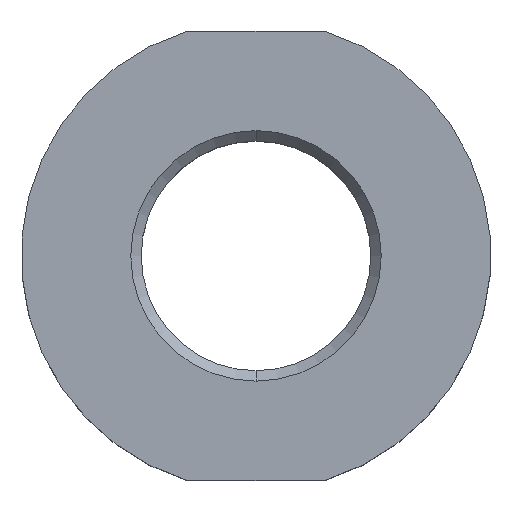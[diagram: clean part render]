
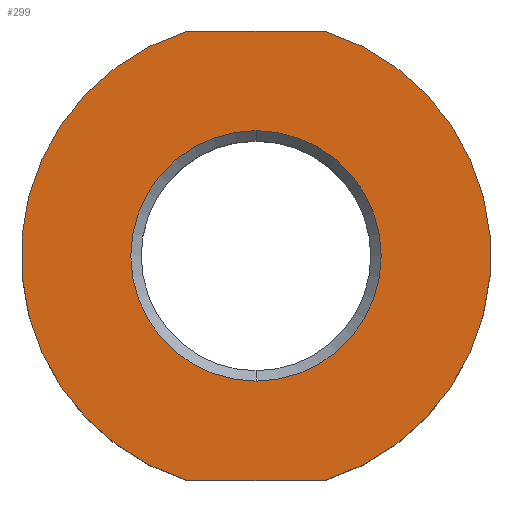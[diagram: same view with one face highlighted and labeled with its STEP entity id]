
A CAD part, top view. The second image highlights one B-rep face of the part: STEP entity #299.
In plain terms, the highlighted planar face has unit normal (0, 0, 1).
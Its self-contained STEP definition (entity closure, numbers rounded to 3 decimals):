
#9 = EDGE_CURVE ( 'NONE', #521, #133, #572, .T. ) ;
#21 = EDGE_CURVE ( 'NONE', #598, #320, #328, .T. ) ;
#28 = DIRECTION ( 'NONE',  ( 0., -1., 0. ) ) ;
#82 = DIRECTION ( 'NONE',  ( 1., 0., 0. ) ) ;
#87 = DIRECTION ( 'NONE',  ( 0., 1., 0. ) ) ;
#107 = ORIENTED_EDGE ( 'NONE', *, *, #515, .F. ) ;
#123 = FACE_BOUND ( 'NONE', #457, .T. ) ;
#133 = VERTEX_POINT ( 'NONE', #378 ) ;
#139 = VECTOR ( 'NONE', #82, 1000. ) ;
#160 = DIRECTION ( 'NONE',  ( 0., 0., -1. ) ) ;
#165 = VERTEX_POINT ( 'NONE', #748 ) ;
#218 = DIRECTION ( 'NONE',  ( 0., 1., 0. ) ) ;
#228 = CARTESIAN_POINT ( 'NONE',  ( 0., 0., 0. ) ) ;
#242 = EDGE_CURVE ( 'NONE', #165, #816, #684, .T. ) ;
#247 = CIRCLE ( 'NONE', #714, 12. ) ;
#253 = CIRCLE ( 'NONE', #690, 22.5 ) ;
#279 = AXIS2_PLACEMENT_3D ( 'NONE', #670, #367, #797 ) ;
#299 = ADVANCED_FACE ( 'NONE', ( #123, #496 ), #583, .T. ) ;
#307 = ORIENTED_EDGE ( 'NONE', *, *, #242, .F. ) ;
#308 = ORIENTED_EDGE ( 'NONE', *, *, #9, .T. ) ;
#319 = VECTOR ( 'NONE', #354, 1000. ) ;
#320 = VERTEX_POINT ( 'NONE', #775 ) ;
#328 = LINE ( 'NONE', #361, #319 ) ;
#352 = EDGE_CURVE ( 'NONE', #816, #320, #253, .T. ) ;
#354 = DIRECTION ( 'NONE',  ( 1., 0., 0. ) ) ;
#361 = CARTESIAN_POINT ( 'NONE',  ( -22.5, -21.5, 0. ) ) ;
#367 = DIRECTION ( 'NONE',  ( 0., 0., -1. ) ) ;
#378 = CARTESIAN_POINT ( 'NONE',  ( 0., 12., 0. ) ) ;
#386 = ORIENTED_EDGE ( 'NONE', *, *, #21, .T. ) ;
#403 = DIRECTION ( 'NONE',  ( 0., 0., 1. ) ) ;
#406 = CARTESIAN_POINT ( 'NONE',  ( -6.633, -21.5, 0. ) ) ;
#457 = EDGE_LOOP ( 'NONE', ( #308, #596 ) ) ;
#462 = EDGE_CURVE ( 'NONE', #133, #521, #247, .T. ) ;
#484 = AXIS2_PLACEMENT_3D ( 'NONE', #779, #403, #28 ) ;
#487 = ORIENTED_EDGE ( 'NONE', *, *, #352, .F. ) ;
#496 = FACE_OUTER_BOUND ( 'NONE', #497, .T. ) ;
#497 = EDGE_LOOP ( 'NONE', ( #386, #487, #307, #107 ) ) ;
#515 = EDGE_CURVE ( 'NONE', #598, #165, #740, .T. ) ;
#521 = VERTEX_POINT ( 'NONE', #525 ) ;
#525 = CARTESIAN_POINT ( 'NONE',  ( 0., -12., 0. ) ) ;
#527 = CARTESIAN_POINT ( 'NONE',  ( 0., 0., 0. ) ) ;
#530 = DIRECTION ( 'NONE',  ( 0., 0., -1. ) ) ;
#572 = CIRCLE ( 'NONE', #279, 12. ) ;
#581 = CARTESIAN_POINT ( 'NONE',  ( 0., 0., 0. ) ) ;
#583 = PLANE ( 'NONE',  #484 ) ;
#596 = ORIENTED_EDGE ( 'NONE', *, *, #462, .T. ) ;
#597 = DIRECTION ( 'NONE',  ( 0., -1., 0. ) ) ;
#598 = VERTEX_POINT ( 'NONE', #406 ) ;
#670 = CARTESIAN_POINT ( 'NONE',  ( 0., 0., 0. ) ) ;
#684 = LINE ( 'NONE', #752, #139 ) ;
#690 = AXIS2_PLACEMENT_3D ( 'NONE', #527, #530, #87 ) ;
#714 = AXIS2_PLACEMENT_3D ( 'NONE', #228, #798, #597 ) ;
#740 = CIRCLE ( 'NONE', #815, 22.5 ) ;
#748 = CARTESIAN_POINT ( 'NONE',  ( -6.633, 21.5, 0. ) ) ;
#752 = CARTESIAN_POINT ( 'NONE',  ( -22.5, 21.5, 0. ) ) ;
#759 = CARTESIAN_POINT ( 'NONE',  ( 6.633, 21.5, 0. ) ) ;
#775 = CARTESIAN_POINT ( 'NONE',  ( 6.633, -21.5, 0. ) ) ;
#779 = CARTESIAN_POINT ( 'NONE',  ( 0., 22.5, 0. ) ) ;
#797 = DIRECTION ( 'NONE',  ( 0., -1., 0. ) ) ;
#798 = DIRECTION ( 'NONE',  ( 0., 0., -1. ) ) ;
#815 = AXIS2_PLACEMENT_3D ( 'NONE', #581, #160, #218 ) ;
#816 = VERTEX_POINT ( 'NONE', #759 ) ;
